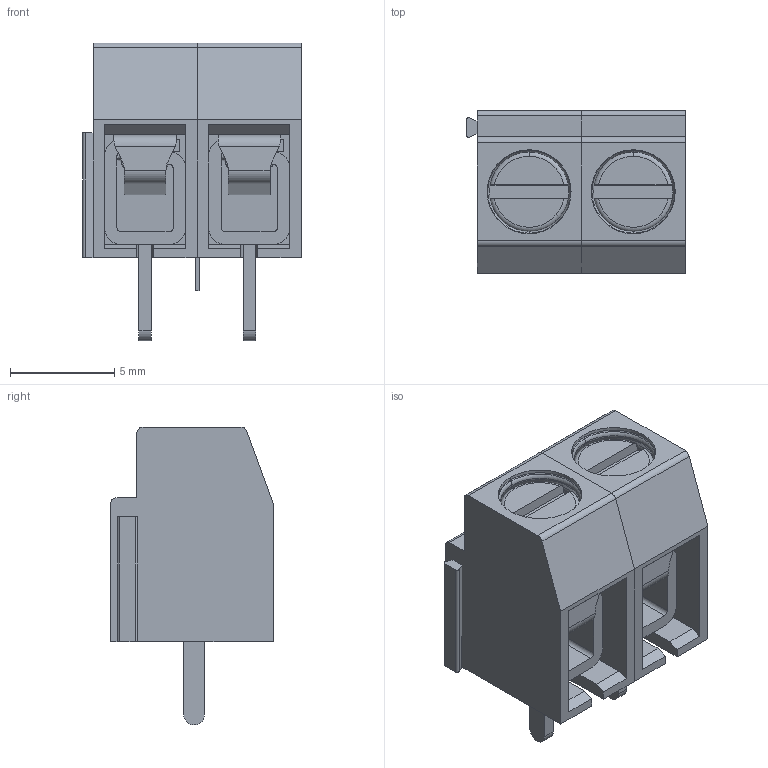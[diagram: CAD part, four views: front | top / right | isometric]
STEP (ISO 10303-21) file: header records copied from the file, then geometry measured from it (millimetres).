
FILE_DESCRIPTION(('Designed by EasyEDA Pro'),'2;1');
FILE_NAME('Open CASCADE Shape Model','2024-05-22T15:46:11',('Author'),( 'Open CASCADE'),'Open CASCADE STEP processor 7.8','Open CASCADE 7.8' ,'Unknown');
FILE_SCHEMA(('AUTOMOTIVE_DESIGN { 1 0 10303 214 1 1 1 1 }'));
Length unit declared in the file: millimetre
Products named in the file (5): PCBModel; Board; 4ZFX-CN1; CONN-TH_2P-P5.00_MX126-5.0-GN01-02P-CU-S-A; COMPOUND
Assembly tree (4 placements, depth 4):
  PCBModel
    Board
    4ZFX-CN1
      CONN-TH_2P-P5.00_MX126-5.0-GN01-02P-CU-S-A
        COMPOUND
Bounding box: 10.5 x 7.8 x 14.3 mm (x, y, z)
Volume: 507 mm3; surface area: 1640.4 mm2
Topology: 7 solids, 7 shells, 810 faces, 2122 edges, 1370 vertices
Faces by surface type: plane 396, bspline 196, cylinder 124, cone 64, torus 30
Entity records: 33317 total; most frequent: CARTESIAN_POINT 7135, ORIENTED_EDGE 4244, DIRECTION 3224, EDGE_CURVE 2122, VERTEX_POINT 1370, LINE 1354, VECTOR 1354, AXIS2_PLACEMENT_3D 935
